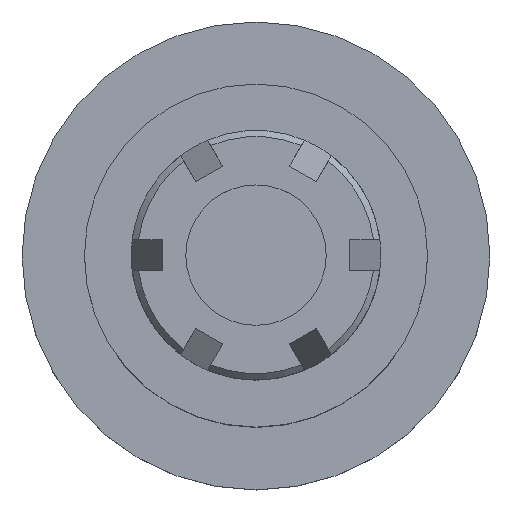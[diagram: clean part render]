
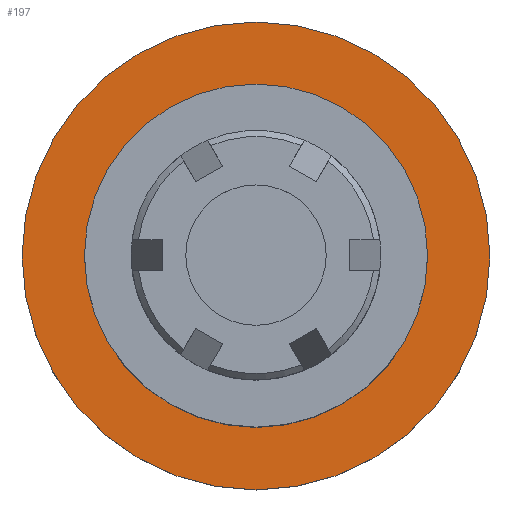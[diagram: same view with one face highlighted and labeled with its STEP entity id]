
A CAD part, top view. The second image highlights one B-rep face of the part: STEP entity #197.
In plain terms, the highlighted planar face has unit normal (0, 0, 1).
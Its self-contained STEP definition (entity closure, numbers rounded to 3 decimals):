
#172=FACE_BOUND('',#298,.T.);
#173=FACE_BOUND('',#299,.T.);
#197=ADVANCED_FACE('',(#172,#173),#234,.T.);
#234=PLANE('',#709);
#298=EDGE_LOOP('',(#354));
#299=EDGE_LOOP('',(#355));
#354=ORIENTED_EDGE('',*,*,#584,.T.);
#355=ORIENTED_EDGE('',*,*,#583,.F.);
#520=VERTEX_POINT('',#982);
#521=VERTEX_POINT('',#985);
#583=EDGE_CURVE('',#520,#520,#670,.T.);
#584=EDGE_CURVE('',#521,#521,#671,.T.);
#670=CIRCLE('',#706,15.);
#671=CIRCLE('',#708,11.);
#706=AXIS2_PLACEMENT_3D('',#981,#798,#799);
#708=AXIS2_PLACEMENT_3D('',#984,#802,#803);
#709=AXIS2_PLACEMENT_3D('',#986,#804,#805);
#798=DIRECTION('',(0.,0.,-1.));
#799=DIRECTION('',(1.,0.,0.));
#802=DIRECTION('',(0.,0.,-1.));
#803=DIRECTION('',(0.,-1.,0.));
#804=DIRECTION('',(0.,0.,1.));
#805=DIRECTION('',(0.,-1.,0.));
#981=CARTESIAN_POINT('',(0.,0.,4.));
#982=CARTESIAN_POINT('',(15.,0.,4.));
#984=CARTESIAN_POINT('',(0.,0.,4.));
#985=CARTESIAN_POINT('',(0.,-11.,4.));
#986=CARTESIAN_POINT('',(0.,0.,4.));
